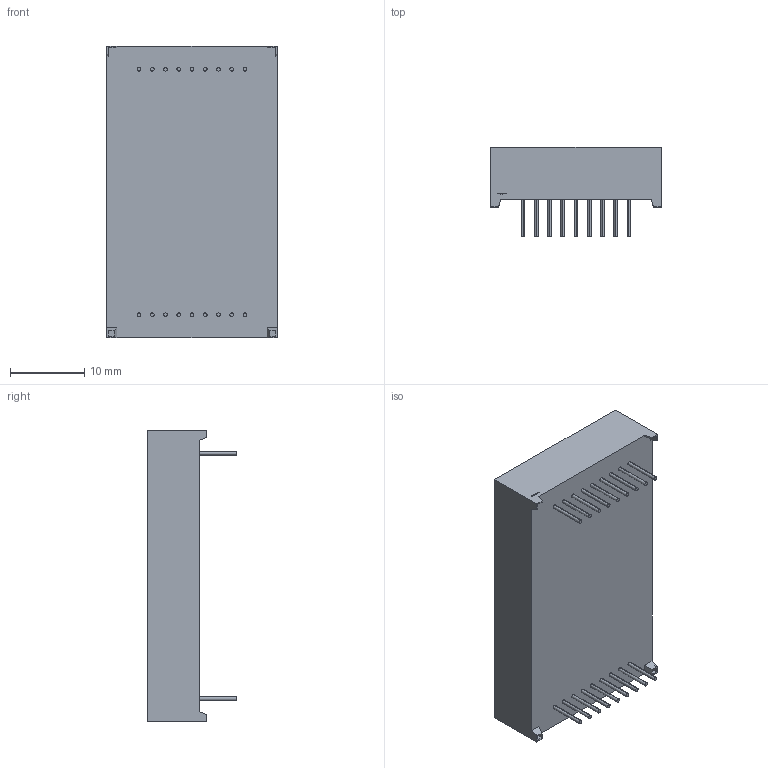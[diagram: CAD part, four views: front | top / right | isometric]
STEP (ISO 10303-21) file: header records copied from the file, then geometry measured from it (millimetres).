
FILE_DESCRIPTION (( 'STEP AP214' ), '1' );
FILE_NAME ('TBA12-11.STEP', '2008-09-07T16:52:47', ( '' ), ( '' ), 'SwSTEP 2.0', 'SolidWorks 2008', '' );
FILE_SCHEMA (( 'AUTOMOTIVE_DESIGN' ));
Length unit declared in the file: millimetre
Products named in the file (1): TBA12-11
Bounding box: 22.9 x 12 x 39.2 mm (x, y, z)
Volume: 6291.5 mm3; surface area: 2846.3 mm2
Topology: 1 solids, 1 shells, 474 faces, 1167 edges, 776 vertices
Faces by surface type: plane 252, bspline 116, cylinder 106
Entity records: 24708 total; most frequent: CARTESIAN_POINT 8806, ORIENTED_EDGE 2334, DIRECTION 1865, EDGE_CURVE 1167, VERTEX_POINT 776, VECTOR 723, LINE 723, AXIS2_PLACEMENT_3D 571
